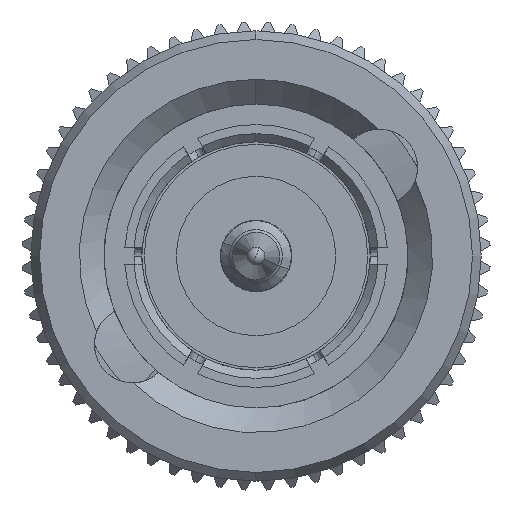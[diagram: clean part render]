
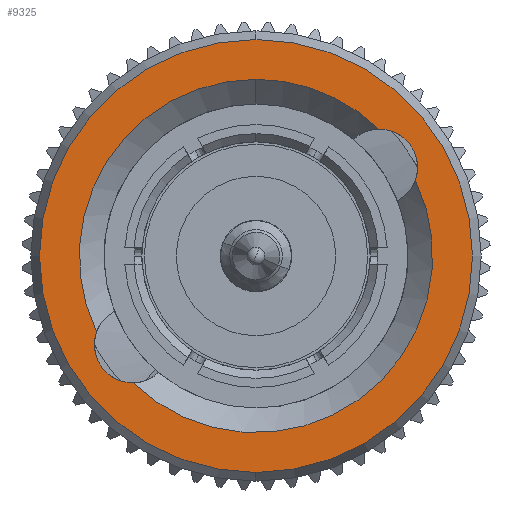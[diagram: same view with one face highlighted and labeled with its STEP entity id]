
A CAD part, front view. The second image highlights one B-rep face of the part: STEP entity #9325.
In plain terms, the highlighted face is planar.
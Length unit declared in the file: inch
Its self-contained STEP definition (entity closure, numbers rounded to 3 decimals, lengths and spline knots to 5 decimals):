
#452 = AXIS2_PLACEMENT_3D ( 'NONE', #802, #10918, #11135 ) ;
#802 = CARTESIAN_POINT ( 'NONE',  ( 0.33873, 0., 0. ) ) ;
#1166 = ORIENTED_EDGE ( 'NONE', *, *, #7713, .T. ) ;
#1178 = DIRECTION ( 'NONE',  ( 0., 0., -1. ) ) ;
#1639 = VERTEX_POINT ( 'NONE', #21598 ) ;
#1656 = CIRCLE ( 'NONE', #17913, 0.04645 ) ;
#1782 = AXIS2_PLACEMENT_3D ( 'NONE', #7739, #4623, #1178 ) ;
#2082 = VERTEX_POINT ( 'NONE', #15030 ) ;
#2298 = PLANE ( 'NONE',  #19368 ) ;
#2473 = DIRECTION ( 'NONE',  ( 0., 0., 1. ) ) ;
#2511 = CARTESIAN_POINT ( 'NONE',  ( 0.33873, 0.15021, -0.10789 ) ) ;
#2634 = DIRECTION ( 'NONE',  ( 1., 0., 0. ) ) ;
#2795 = VERTEX_POINT ( 'NONE', #5645 ) ;
#2912 = AXIS2_PLACEMENT_3D ( 'NONE', #21837, #19891, #11494 ) ;
#3004 = EDGE_LOOP ( 'NONE', ( #17500, #15054 ) ) ;
#3043 = DIRECTION ( 'NONE',  ( 0., 0., -1. ) ) ;
#4623 = DIRECTION ( 'NONE',  ( 1., 0., 0. ) ) ;
#4773 = ORIENTED_EDGE ( 'NONE', *, *, #6430, .T. ) ;
#4841 = DIRECTION ( 'NONE',  ( -1., 0., 0. ) ) ;
#5205 = CARTESIAN_POINT ( 'NONE',  ( 0.33873, 0.15021, -0.10789 ) ) ;
#5290 = VERTEX_POINT ( 'NONE', #20566 ) ;
#5645 = CARTESIAN_POINT ( 'NONE',  ( 0.33873, 0., 0.26339 ) ) ;
#6387 = CIRCLE ( 'NONE', #1782, 0.21494 ) ;
#6430 = EDGE_CURVE ( 'NONE', #5290, #12463, #14239, .T. ) ;
#6796 = CIRCLE ( 'NONE', #2912, 0.26339 ) ;
#7713 = EDGE_CURVE ( 'NONE', #2082, #1639, #19038, .T. ) ;
#7739 = CARTESIAN_POINT ( 'NONE',  ( 0.33873, 0., 0. ) ) ;
#8120 = ORIENTED_EDGE ( 'NONE', *, *, #19824, .T. ) ;
#8822 = EDGE_CURVE ( 'NONE', #13578, #5290, #1656, .T. ) ;
#9325 = ADVANCED_FACE ( 'NONE', ( #13906, #17454 ), #2298, .F. ) ;
#9403 = ORIENTED_EDGE ( 'NONE', *, *, #8822, .T. ) ;
#9518 = AXIS2_PLACEMENT_3D ( 'NONE', #13752, #10700, #2473 ) ;
#9590 = CARTESIAN_POINT ( 'NONE',  ( 0.33873, 0.14961, -0.15433 ) ) ;
#9892 = CARTESIAN_POINT ( 'NONE',  ( 0.33873, -0.15021, 0.10789 ) ) ;
#9923 = CARTESIAN_POINT ( 'NONE',  ( 0.33873, 0., 0. ) ) ;
#9936 = CIRCLE ( 'NONE', #16253, 0.04645 ) ;
#9951 = DIRECTION ( 'NONE',  ( 0., 0., 1. ) ) ;
#10059 = CIRCLE ( 'NONE', #452, 0.21494 ) ;
#10169 = CARTESIAN_POINT ( 'NONE',  ( 0.33873, 0., 0.21494 ) ) ;
#10230 = DIRECTION ( 'NONE',  ( 0., 0., 1. ) ) ;
#10450 = DIRECTION ( 'NONE',  ( 1., 0., 0. ) ) ;
#10700 = DIRECTION ( 'NONE',  ( 1., 0., 0. ) ) ;
#10918 = DIRECTION ( 'NONE',  ( 1., 0., 0. ) ) ;
#11135 = DIRECTION ( 'NONE',  ( 0., 0., -1. ) ) ;
#11234 = CIRCLE ( 'NONE', #17573, 0.21494 ) ;
#11494 = DIRECTION ( 'NONE',  ( 0., 0., 1. ) ) ;
#11694 = EDGE_CURVE ( 'NONE', #16928, #2082, #6387, .T. ) ;
#11775 = VERTEX_POINT ( 'NONE', #21766 ) ;
#11986 = DIRECTION ( 'NONE',  ( 0., 0., -1. ) ) ;
#12382 = DIRECTION ( 'NONE',  ( 0., 0., -1. ) ) ;
#12463 = VERTEX_POINT ( 'NONE', #18968 ) ;
#12882 = ORIENTED_EDGE ( 'NONE', *, *, #13693, .T. ) ;
#12904 = DIRECTION ( 'NONE',  ( 1., 0., 0. ) ) ;
#13578 = VERTEX_POINT ( 'NONE', #9590 ) ;
#13693 = EDGE_CURVE ( 'NONE', #11775, #13578, #11234, .T. ) ;
#13703 = EDGE_LOOP ( 'NONE', ( #8120, #19523, #1166, #15655, #12882, #9403, #4773 ) ) ;
#13752 = CARTESIAN_POINT ( 'NONE',  ( 0.33873, -0.15021, 0.10789 ) ) ;
#13906 = FACE_BOUND ( 'NONE', #13703, .T. ) ;
#14239 = CIRCLE ( 'NONE', #20977, 0.04645 ) ;
#14631 = AXIS2_PLACEMENT_3D ( 'NONE', #20023, #4841, #9951 ) ;
#15030 = CARTESIAN_POINT ( 'NONE',  ( 0.33873, -0.14961, 0.15433 ) ) ;
#15054 = ORIENTED_EDGE ( 'NONE', *, *, #16728, .T. ) ;
#15093 = EDGE_CURVE ( 'NONE', #1639, #11775, #9936, .T. ) ;
#15347 = CIRCLE ( 'NONE', #14631, 0.26339 ) ;
#15655 = ORIENTED_EDGE ( 'NONE', *, *, #15093, .T. ) ;
#15663 = DIRECTION ( 'NONE',  ( 1., 0., 0. ) ) ;
#16253 = AXIS2_PLACEMENT_3D ( 'NONE', #9892, #21802, #10230 ) ;
#16728 = EDGE_CURVE ( 'NONE', #2795, #20452, #15347, .T. ) ;
#16928 = VERTEX_POINT ( 'NONE', #10169 ) ;
#17454 = FACE_OUTER_BOUND ( 'NONE', #3004, .T. ) ;
#17500 = ORIENTED_EDGE ( 'NONE', *, *, #20405, .T. ) ;
#17573 = AXIS2_PLACEMENT_3D ( 'NONE', #9923, #12904, #3043 ) ;
#17882 = CARTESIAN_POINT ( 'NONE',  ( 0.33873, 0., -0.26339 ) ) ;
#17913 = AXIS2_PLACEMENT_3D ( 'NONE', #2511, #15663, #12382 ) ;
#18968 = CARTESIAN_POINT ( 'NONE',  ( 0.33873, 0.19403, -0.09247 ) ) ;
#19038 = CIRCLE ( 'NONE', #9518, 0.04645 ) ;
#19077 = CARTESIAN_POINT ( 'NONE',  ( 0.33873, 0., -0.26339 ) ) ;
#19347 = DIRECTION ( 'NONE',  ( 0., 0., -1. ) ) ;
#19368 = AXIS2_PLACEMENT_3D ( 'NONE', #17882, #2634, #19347 ) ;
#19523 = ORIENTED_EDGE ( 'NONE', *, *, #11694, .T. ) ;
#19824 = EDGE_CURVE ( 'NONE', #12463, #16928, #10059, .T. ) ;
#19891 = DIRECTION ( 'NONE',  ( -1., 0., 0. ) ) ;
#20023 = CARTESIAN_POINT ( 'NONE',  ( 0.33873, 0., 0. ) ) ;
#20405 = EDGE_CURVE ( 'NONE', #20452, #2795, #6796, .T. ) ;
#20452 = VERTEX_POINT ( 'NONE', #19077 ) ;
#20566 = CARTESIAN_POINT ( 'NONE',  ( 0.33873, 0.15021, -0.15434 ) ) ;
#20977 = AXIS2_PLACEMENT_3D ( 'NONE', #5205, #10450, #11986 ) ;
#21598 = CARTESIAN_POINT ( 'NONE',  ( 0.33873, -0.15021, 0.15434 ) ) ;
#21766 = CARTESIAN_POINT ( 'NONE',  ( 0.33873, -0.19403, 0.09247 ) ) ;
#21802 = DIRECTION ( 'NONE',  ( 1., 0., 0. ) ) ;
#21837 = CARTESIAN_POINT ( 'NONE',  ( 0.33873, 0., 0. ) ) ;
